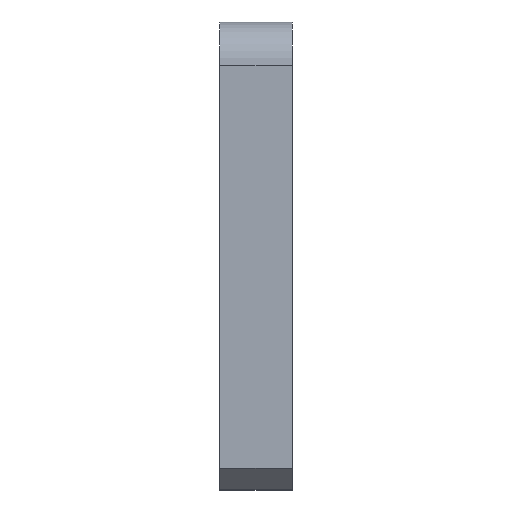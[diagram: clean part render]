
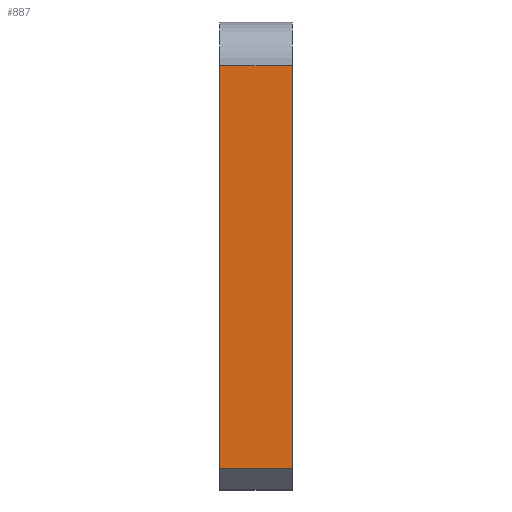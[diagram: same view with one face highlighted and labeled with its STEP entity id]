
A CAD part, front view. The second image highlights one B-rep face of the part: STEP entity #887.
In plain terms, the highlighted planar face has unit normal (0, -1, 0).
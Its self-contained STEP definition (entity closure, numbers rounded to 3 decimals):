
#3 = DIRECTION ( 'NONE',  ( 0., 1., 0. ) ) ;
#16 = ORIENTED_EDGE ( 'NONE', *, *, #236, .F. ) ;
#25 = CARTESIAN_POINT ( 'NONE',  ( -5., -56., 20. ) ) ;
#66 = EDGE_CURVE ( 'NONE', #576, #222, #491, .T. ) ;
#76 = CARTESIAN_POINT ( 'NONE',  ( 5., -56., 20. ) ) ;
#80 = LINE ( 'NONE', #974, #677 ) ;
#124 = CARTESIAN_POINT ( 'NONE',  ( -5., -56., -35.5 ) ) ;
#190 = DIRECTION ( 'NONE',  ( 0., 0., -1. ) ) ;
#212 = ORIENTED_EDGE ( 'NONE', *, *, #66, .T. ) ;
#222 = VERTEX_POINT ( 'NONE', #124 ) ;
#236 = EDGE_CURVE ( 'NONE', #617, #598, #80, .T. ) ;
#237 = CARTESIAN_POINT ( 'NONE',  ( 5., -56., 20. ) ) ;
#249 = DIRECTION ( 'NONE',  ( 1., 0., 0. ) ) ;
#264 = CARTESIAN_POINT ( 'NONE',  ( 5., -56., -35.5 ) ) ;
#332 = VECTOR ( 'NONE', #699, 1000. ) ;
#371 = VECTOR ( 'NONE', #190, 1000. ) ;
#412 = CARTESIAN_POINT ( 'NONE',  ( 5., -56., -35.5 ) ) ;
#451 = LINE ( 'NONE', #412, #901 ) ;
#491 = LINE ( 'NONE', #25, #371 ) ;
#529 = EDGE_LOOP ( 'NONE', ( #212, #858, #16, #630 ) ) ;
#576 = VERTEX_POINT ( 'NONE', #715 ) ;
#598 = VERTEX_POINT ( 'NONE', #264 ) ;
#603 = AXIS2_PLACEMENT_3D ( 'NONE', #76, #3, #1000 ) ;
#617 = VERTEX_POINT ( 'NONE', #947 ) ;
#630 = ORIENTED_EDGE ( 'NONE', *, *, #914, .T. ) ;
#669 = EDGE_CURVE ( 'NONE', #222, #598, #451, .T. ) ;
#677 = VECTOR ( 'NONE', #816, 1000. ) ;
#699 = DIRECTION ( 'NONE',  ( -1., 0., 0. ) ) ;
#715 = CARTESIAN_POINT ( 'NONE',  ( -5., -56., 20. ) ) ;
#816 = DIRECTION ( 'NONE',  ( 0., 0., -1. ) ) ;
#825 = LINE ( 'NONE', #237, #332 ) ;
#858 = ORIENTED_EDGE ( 'NONE', *, *, #669, .T. ) ;
#887 = ADVANCED_FACE ( 'NONE', ( #1003 ), #934, .F. ) ;
#901 = VECTOR ( 'NONE', #249, 1000. ) ;
#914 = EDGE_CURVE ( 'NONE', #617, #576, #825, .T. ) ;
#934 = PLANE ( 'NONE',  #603 ) ;
#947 = CARTESIAN_POINT ( 'NONE',  ( 5., -56., 20. ) ) ;
#974 = CARTESIAN_POINT ( 'NONE',  ( 5., -56., 20. ) ) ;
#1000 = DIRECTION ( 'NONE',  ( 0., 0., 1. ) ) ;
#1003 = FACE_OUTER_BOUND ( 'NONE', #529, .T. ) ;
